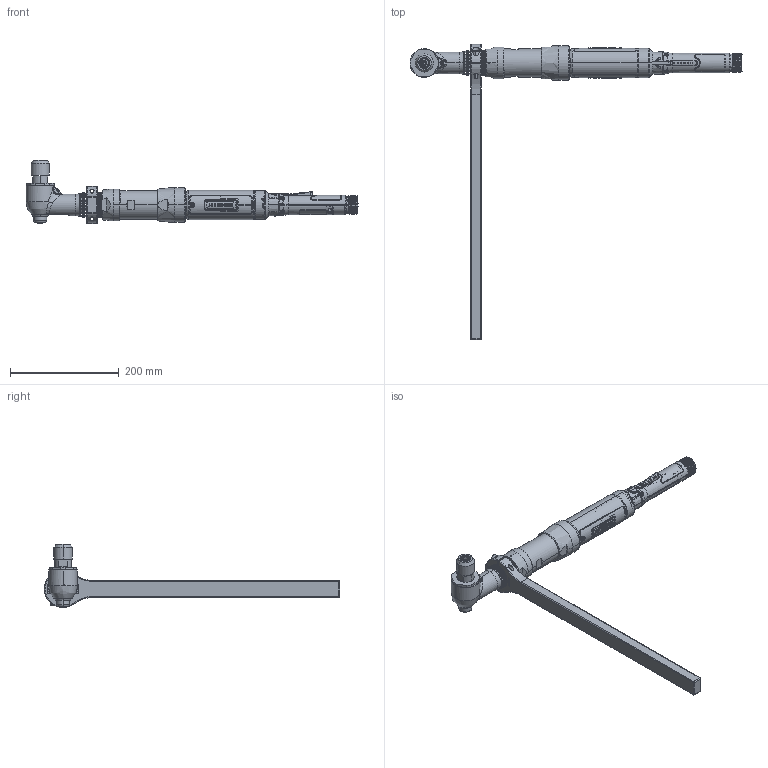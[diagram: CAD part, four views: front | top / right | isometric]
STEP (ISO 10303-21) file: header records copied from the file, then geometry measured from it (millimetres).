
FILE_DESCRIPTION((''),'2;1');
FILE_NAME('EB45LH26V1-155','2012-02-06T',('MAM0508'),(''),'PRO/ENGINEER BY PARAMETRIC TECHNOLOGY CORPORATION, 2010430','PRO/ENGINEER BY PARAMETRIC TECHNOLOGY CORPORATION, 2010430','');
FILE_SCHEMA(('CONFIG_CONTROL_DESIGN'));
Products named in the file (1): EB45LH26V1-155
Bounding box: 609.87 x 542.12 x 117.45 mm (x, y, z)
Surface area: 215965.1 mm2 (no closed solid volume)
Topology: 0 solids, 249 shells, 879 faces, 4890 edges, 4206 vertices
Faces by surface type: cylinder 379, bspline 187, plane 167, cone 66, torus 54, extrusion 20, sphere 6
Entity records: 67106 total; most frequent: CARTESIAN_POINT 33801, ORIENTED_EDGE 5895, DIRECTION 5865, EDGE_CURVE 4888, VERTEX_POINT 4206, AXIS2_PLACEMENT_3D 2008, VECTOR 1849, LINE 1829
